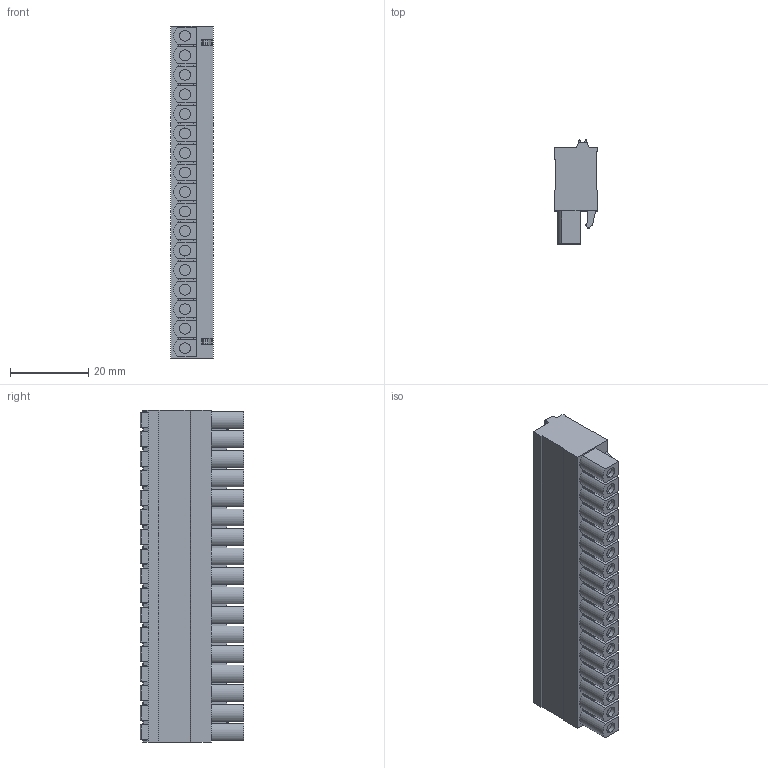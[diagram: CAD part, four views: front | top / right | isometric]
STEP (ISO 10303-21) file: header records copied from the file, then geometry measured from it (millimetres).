
FILE_DESCRIPTION((''),'2;1');
FILE_NAME('TLPS-217','2024-11-07T16:32:52',('tluser'),(''),'CREO PARAMETRIC BY PTC INC, 2018100','CREO PARAMETRIC BY PTC INC, 2018100','');
FILE_SCHEMA(('CONFIG_CONTROL_DESIGN'));
Length unit declared in the file: millimetre
Products named in the file (1): TLPS-217
Bounding box: 10.9 x 26.5 x 85 mm (x, y, z)
Volume: 17375.4 mm3; surface area: 9140.9 mm2
Topology: 1 solids, 1 shells, 924 faces, 2420 edges, 1568 vertices
Faces by surface type: plane 519, cylinder 337, torus 68
Entity records: 28396 total; most frequent: DIRECTION 5010, CARTESIAN_POINT 4912, ORIENTED_EDGE 4840, EDGE_CURVE 2420, VECTOR 1678, LINE 1678, AXIS2_PLACEMENT_3D 1666, VERTEX_POINT 1568
